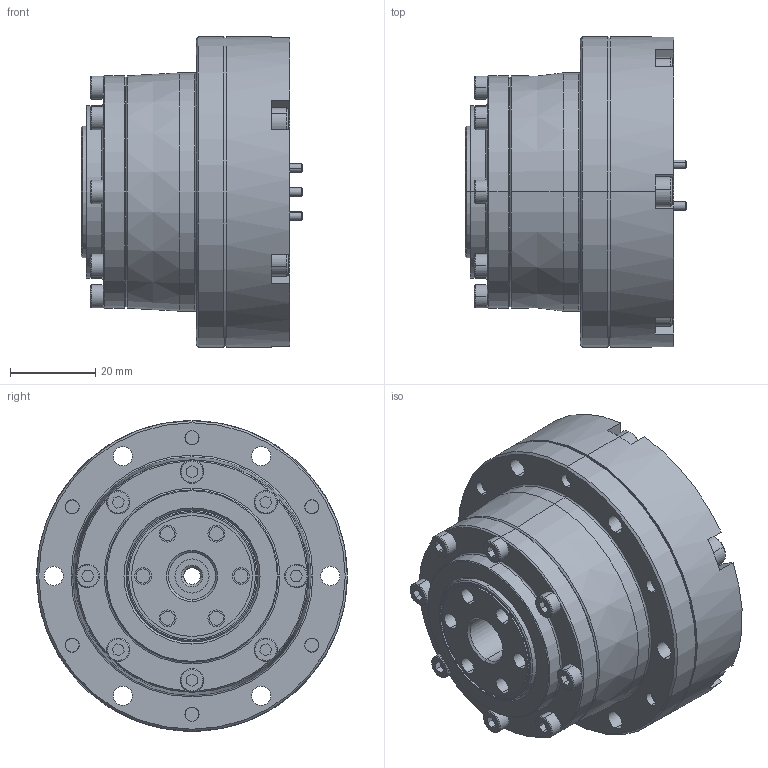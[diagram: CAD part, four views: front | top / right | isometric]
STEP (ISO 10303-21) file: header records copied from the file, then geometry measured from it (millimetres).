
FILE_DESCRIPTION (( 'STEP AP214' ), '1' );
FILE_NAME ('CSG-14-100-2UH-LW-SP6511_7336511.STEP', '2019-01-03T21:45:42', ( '' ), ( '' ), 'SwSTEP 2.0', 'SolidWorks 2017', '' );
FILE_SCHEMA (( 'AUTOMOTIVE_DESIGN' ));
Length unit declared in the file: inch
Products named in the file (1): CSG-14-100-2UH-LW-SP6511_7336511
Bounding box: 52 x 73 x 73 mm (x, y, z)
Volume: 121195.2 mm3; surface area: 51735.8 mm2
Topology: 39 solids, 39 shells, 768 faces, 1820 edges, 1128 vertices
Faces by surface type: plane 319, cylinder 228, cone 117, torus 56, sphere 48
Entity records: 31923 total; most frequent: DIRECTION 3995, CARTESIAN_POINT 3768, ORIENTED_EDGE 3364, EDGE_CURVE 1682, AXIS2_PLACEMENT_3D 1561, VERTEX_POINT 1056, EDGE_LOOP 904, VECTOR 873
